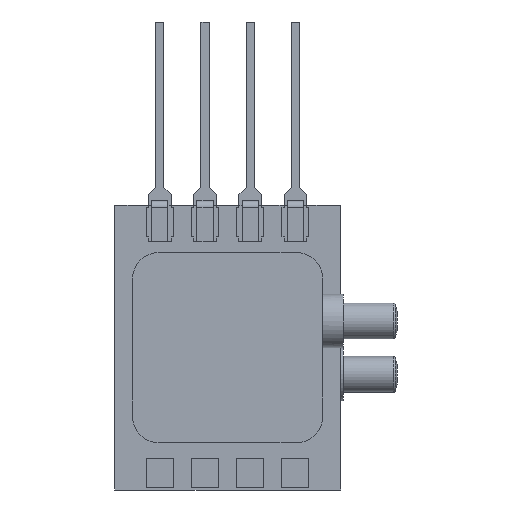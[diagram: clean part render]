
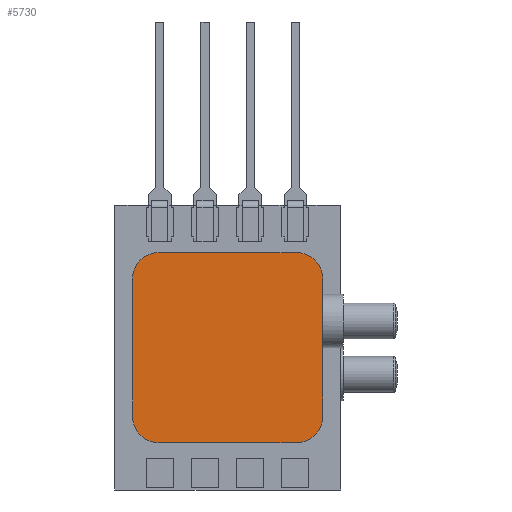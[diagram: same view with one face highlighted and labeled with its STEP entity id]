
A CAD part, front view. The second image highlights one B-rep face of the part: STEP entity #5730.
In plain terms, the highlighted planar face has unit normal (0, -1, 0).
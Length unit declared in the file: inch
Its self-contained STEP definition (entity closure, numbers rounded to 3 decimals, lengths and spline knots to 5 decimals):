
#822 = ORIENTED_EDGE ( 'NONE', *, *, #7304, .F. ) ;
#825 = ORIENTED_EDGE ( 'NONE', *, *, #7300, .F. ) ;
#827 = ORIENTED_EDGE ( 'NONE', *, *, #7697, .F. ) ;
#829 = ORIENTED_EDGE ( 'NONE', *, *, #7305, .F. ) ;
#831 = ORIENTED_EDGE ( 'NONE', *, *, #7691, .F. ) ;
#832 = ORIENTED_EDGE ( 'NONE', *, *, #7301, .F. ) ;
#833 = ORIENTED_EDGE ( 'NONE', *, *, #7296, .F. ) ;
#834 = ORIENTED_EDGE ( 'NONE', *, *, #7287, .F. ) ;
#835 = ORIENTED_EDGE ( 'NONE', *, *, #7294, .F. ) ;
#836 = ORIENTED_EDGE ( 'NONE', *, *, #7288, .F. ) ;
#1200 = AXIS2_PLACEMENT_3D ( 'NONE', #4796, #4797, #4798 ) ;
#1201 = AXIS2_PLACEMENT_3D ( 'NONE', #4768, #4769, #4770 ) ;
#1203 = AXIS2_PLACEMENT_3D ( 'NONE', #4765, #4766, #4767 ) ;
#1205 = AXIS2_PLACEMENT_3D ( 'NONE', #4793, #4794, #4795 ) ;
#1698 = EDGE_LOOP ( 'NONE', ( #836, #835, #834, #833, #832, #831, #829, #827, #825, #822 ) ) ;
#3740 = CARTESIAN_POINT ( 'NONE',  ( -0.1515, -0.13578, 0.1515 ) ) ;
#3742 = PLANE ( 'NONE',  #4230 ) ;
#3745 = DIRECTION ( 'NONE',  ( 0., -1., 0. ) ) ;
#3746 = DIRECTION ( 'NONE',  ( 0., 0., 1. ) ) ;
#3851 = CARTESIAN_POINT ( 'NONE',  ( 0.2105, -0.13578, 0.1515 ) ) ;
#3852 = CARTESIAN_POINT ( 'NONE',  ( 0.2105, -0.13578, 0.09595 ) ) ;
#3853 = CARTESIAN_POINT ( 'NONE',  ( 0.2105, -0.13578, 0.02205 ) ) ;
#3854 = CARTESIAN_POINT ( 'NONE',  ( 0.2105, -0.13578, -0.1515 ) ) ;
#4230 = AXIS2_PLACEMENT_3D ( 'NONE', #3740, #3745, #3746 ) ;
#4371 = VERTEX_POINT ( 'NONE', #4611 ) ;
#4372 = VERTEX_POINT ( 'NONE', #4612 ) ;
#4373 = VERTEX_POINT ( 'NONE', #4613 ) ;
#4374 = VERTEX_POINT ( 'NONE', #4614 ) ;
#4375 = VERTEX_POINT ( 'NONE', #4615 ) ;
#4376 = VERTEX_POINT ( 'NONE', #4616 ) ;
#4611 = CARTESIAN_POINT ( 'NONE',  ( -0.2105, -0.13578, 0.1515 ) ) ;
#4612 = CARTESIAN_POINT ( 'NONE',  ( -0.1515, -0.13578, 0.2105 ) ) ;
#4613 = CARTESIAN_POINT ( 'NONE',  ( -0.2105, -0.13578, -0.1515 ) ) ;
#4614 = CARTESIAN_POINT ( 'NONE',  ( -0.1515, -0.13578, -0.2105 ) ) ;
#4615 = CARTESIAN_POINT ( 'NONE',  ( 0.1515, -0.13578, -0.2105 ) ) ;
#4616 = CARTESIAN_POINT ( 'NONE',  ( 0.1515, -0.13578, 0.2105 ) ) ;
#4765 = CARTESIAN_POINT ( 'NONE',  ( -0.1515, -0.13578, -0.1515 ) ) ;
#4766 = DIRECTION ( 'NONE',  ( 0., 1., 0. ) ) ;
#4767 = DIRECTION ( 'NONE',  ( 0., 0., 1. ) ) ;
#4768 = CARTESIAN_POINT ( 'NONE',  ( -0.1515, -0.13578, 0.1515 ) ) ;
#4769 = DIRECTION ( 'NONE',  ( 0., 1., 0. ) ) ;
#4770 = DIRECTION ( 'NONE',  ( 0., 0., 1. ) ) ;
#4773 = CARTESIAN_POINT ( 'NONE',  ( -0.1515, -0.13578, -0.2105 ) ) ;
#4781 = CARTESIAN_POINT ( 'NONE',  ( -0.2105, -0.13578, -0.1515 ) ) ;
#4782 = DIRECTION ( 'NONE',  ( 0., 0., 1. ) ) ;
#4786 = DIRECTION ( 'NONE',  ( -1., 0., 0. ) ) ;
#4793 = CARTESIAN_POINT ( 'NONE',  ( 0.1515, -0.13578, 0.1515 ) ) ;
#4794 = DIRECTION ( 'NONE',  ( 0., 1., 0. ) ) ;
#4795 = DIRECTION ( 'NONE',  ( 0., 0., 1. ) ) ;
#4796 = CARTESIAN_POINT ( 'NONE',  ( 0.1515, -0.13578, -0.1515 ) ) ;
#4797 = DIRECTION ( 'NONE',  ( 0., 1., 0. ) ) ;
#4798 = DIRECTION ( 'NONE',  ( 0., 0., -1. ) ) ;
#4799 = CARTESIAN_POINT ( 'NONE',  ( -0.1515, -0.13578, 0.2105 ) ) ;
#4805 = DIRECTION ( 'NONE',  ( 1., 0., 0. ) ) ;
#4807 = CARTESIAN_POINT ( 'NONE',  ( 0.2105, -0.13578, -0.1515 ) ) ;
#4808 = DIRECTION ( 'NONE',  ( 0., 0., -1. ) ) ;
#5368 = VERTEX_POINT ( 'NONE', #3851 ) ;
#5369 = VERTEX_POINT ( 'NONE', #3852 ) ;
#5370 = VERTEX_POINT ( 'NONE', #3853 ) ;
#5371 = VERTEX_POINT ( 'NONE', #3854 ) ;
#5730 = ADVANCED_FACE ( 'NONE', ( #8403 ), #3742, .T. ) ;
#5989 = LINE ( 'NONE', #9559, #5990 ) ;
#5990 = VECTOR ( 'NONE', #9560, 39.37008 ) ;
#5998 = LINE ( 'NONE', #9542, #6002 ) ;
#6002 = VECTOR ( 'NONE', #9543, 39.37008 ) ;
#6739 = VECTOR ( 'NONE', #4808, 39.37008 ) ;
#6740 = LINE ( 'NONE', #4807, #6739 ) ;
#6742 = LINE ( 'NONE', #4799, #6748 ) ;
#6744 = CIRCLE ( 'NONE', #1200, 0.059 ) ;
#6745 = CIRCLE ( 'NONE', #1205, 0.059 ) ;
#6748 = VECTOR ( 'NONE', #4805, 39.37008 ) ;
#6754 = VECTOR ( 'NONE', #4786, 39.37008 ) ;
#6757 = VECTOR ( 'NONE', #4782, 39.37008 ) ;
#6758 = LINE ( 'NONE', #4781, #6757 ) ;
#6766 = CIRCLE ( 'NONE', #1201, 0.059 ) ;
#6768 = CIRCLE ( 'NONE', #1203, 0.059 ) ;
#6773 = LINE ( 'NONE', #4773, #6754 ) ;
#7287 = EDGE_CURVE ( 'NONE', #4374, #4373, #6768, .T. ) ;
#7288 = EDGE_CURVE ( 'NONE', #4371, #4372, #6766, .T. ) ;
#7294 = EDGE_CURVE ( 'NONE', #4373, #4371, #6758, .T. ) ;
#7296 = EDGE_CURVE ( 'NONE', #4375, #4374, #6773, .T. ) ;
#7300 = EDGE_CURVE ( 'NONE', #4376, #5368, #6745, .T. ) ;
#7301 = EDGE_CURVE ( 'NONE', #5371, #4375, #6744, .T. ) ;
#7304 = EDGE_CURVE ( 'NONE', #4372, #4376, #6742, .T. ) ;
#7305 = EDGE_CURVE ( 'NONE', #5369, #5370, #6740, .T. ) ;
#7691 = EDGE_CURVE ( 'NONE', #5370, #5371, #5998, .T. ) ;
#7697 = EDGE_CURVE ( 'NONE', #5368, #5369, #5989, .T. ) ;
#8403 = FACE_OUTER_BOUND ( 'NONE', #1698, .T. ) ;
#9542 = CARTESIAN_POINT ( 'NONE',  ( 0.2105, -0.13578, -0.1515 ) ) ;
#9543 = DIRECTION ( 'NONE',  ( 0., 0., -1. ) ) ;
#9559 = CARTESIAN_POINT ( 'NONE',  ( 0.2105, -0.13578, -0.1515 ) ) ;
#9560 = DIRECTION ( 'NONE',  ( 0., 0., -1. ) ) ;
